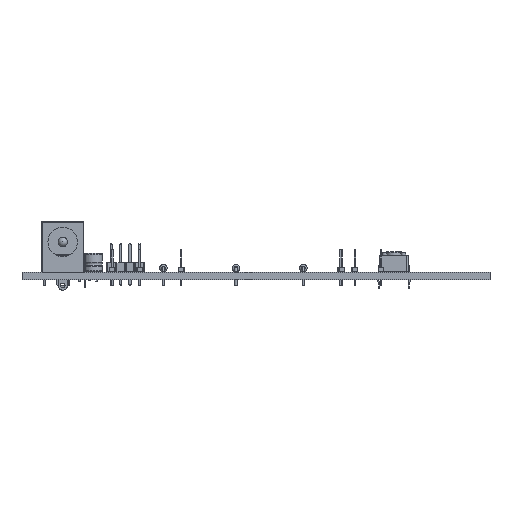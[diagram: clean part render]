
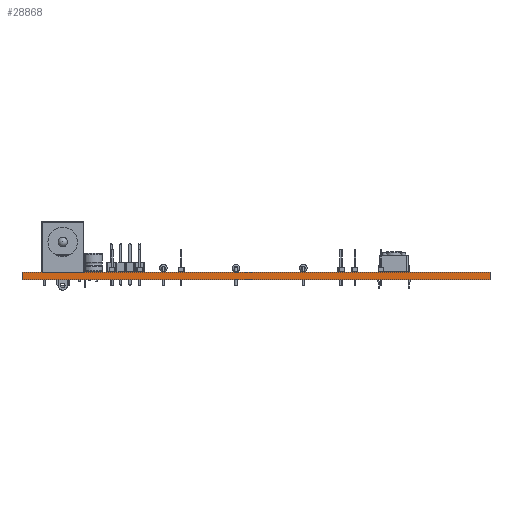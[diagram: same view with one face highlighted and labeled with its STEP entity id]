
A CAD part, front view. The second image highlights one B-rep face of the part: STEP entity #28868.
In plain terms, the highlighted planar face has unit normal (0, -1, 0).
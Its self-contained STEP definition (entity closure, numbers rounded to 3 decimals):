
#28868 = ADVANCED_FACE('',(#28869),#28883,.T.);
#28869 = FACE_BOUND('',#28870,.T.);
#28870 = EDGE_LOOP('',(#28871,#28906,#28934,#28962));
#28871 = ORIENTED_EDGE('',*,*,#28872,.T.);
#28872 = EDGE_CURVE('',#28873,#28875,#28877,.T.);
#28873 = VERTEX_POINT('',#28874);
#28874 = CARTESIAN_POINT('',(193.98,-143.98,0.));
#28875 = VERTEX_POINT('',#28876);
#28876 = CARTESIAN_POINT('',(193.98,-143.98,1.6));
#28877 = SURFACE_CURVE('',#28878,(#28882,#28894),.PCURVE_S1.);
#28878 = LINE('',#28879,#28880);
#28879 = CARTESIAN_POINT('',(193.98,-143.98,0.));
#28880 = VECTOR('',#28881,1.);
#28881 = DIRECTION('',(0.,0.,1.));
#28882 = PCURVE('',#28883,#28888);
#28883 = PLANE('',#28884);
#28884 = AXIS2_PLACEMENT_3D('',#28885,#28886,#28887);
#28885 = CARTESIAN_POINT('',(193.98,-143.98,0.));
#28886 = DIRECTION('',(0.,-1.,0.));
#28887 = DIRECTION('',(-1.,0.,0.));
#28888 = DEFINITIONAL_REPRESENTATION('',(#28889),#28893);
#28889 = LINE('',#28890,#28891);
#28890 = CARTESIAN_POINT('',(0.,-0.));
#28891 = VECTOR('',#28892,1.);
#28892 = DIRECTION('',(0.,-1.));
#28893 = ( GEOMETRIC_REPRESENTATION_CONTEXT(2) 
PARAMETRIC_REPRESENTATION_CONTEXT() REPRESENTATION_CONTEXT('2D SPACE',''
  ) );
#28894 = PCURVE('',#28895,#28900);
#28895 = PLANE('',#28896);
#28896 = AXIS2_PLACEMENT_3D('',#28897,#28898,#28899);
#28897 = CARTESIAN_POINT('',(193.98,-43.98,0.));
#28898 = DIRECTION('',(1.,0.,-0.));
#28899 = DIRECTION('',(0.,-1.,0.));
#28900 = DEFINITIONAL_REPRESENTATION('',(#28901),#28905);
#28901 = LINE('',#28902,#28903);
#28902 = CARTESIAN_POINT('',(100.,0.));
#28903 = VECTOR('',#28904,1.);
#28904 = DIRECTION('',(0.,-1.));
#28905 = ( GEOMETRIC_REPRESENTATION_CONTEXT(2) 
PARAMETRIC_REPRESENTATION_CONTEXT() REPRESENTATION_CONTEXT('2D SPACE',''
  ) );
#28906 = ORIENTED_EDGE('',*,*,#28907,.T.);
#28907 = EDGE_CURVE('',#28875,#28908,#28910,.T.);
#28908 = VERTEX_POINT('',#28909);
#28909 = CARTESIAN_POINT('',(93.98,-143.98,1.6));
#28910 = SURFACE_CURVE('',#28911,(#28915,#28922),.PCURVE_S1.);
#28911 = LINE('',#28912,#28913);
#28912 = CARTESIAN_POINT('',(193.98,-143.98,1.6));
#28913 = VECTOR('',#28914,1.);
#28914 = DIRECTION('',(-1.,0.,0.));
#28915 = PCURVE('',#28883,#28916);
#28916 = DEFINITIONAL_REPRESENTATION('',(#28917),#28921);
#28917 = LINE('',#28918,#28919);
#28918 = CARTESIAN_POINT('',(0.,-1.6));
#28919 = VECTOR('',#28920,1.);
#28920 = DIRECTION('',(1.,0.));
#28921 = ( GEOMETRIC_REPRESENTATION_CONTEXT(2) 
PARAMETRIC_REPRESENTATION_CONTEXT() REPRESENTATION_CONTEXT('2D SPACE',''
  ) );
#28922 = PCURVE('',#28923,#28928);
#28923 = PLANE('',#28924);
#28924 = AXIS2_PLACEMENT_3D('',#28925,#28926,#28927);
#28925 = CARTESIAN_POINT('',(143.98,-93.98,1.6));
#28926 = DIRECTION('',(-0.,-0.,-1.));
#28927 = DIRECTION('',(-1.,0.,0.));
#28928 = DEFINITIONAL_REPRESENTATION('',(#28929),#28933);
#28929 = LINE('',#28930,#28931);
#28930 = CARTESIAN_POINT('',(-50.,-50.));
#28931 = VECTOR('',#28932,1.);
#28932 = DIRECTION('',(1.,0.));
#28933 = ( GEOMETRIC_REPRESENTATION_CONTEXT(2) 
PARAMETRIC_REPRESENTATION_CONTEXT() REPRESENTATION_CONTEXT('2D SPACE',''
  ) );
#28934 = ORIENTED_EDGE('',*,*,#28935,.F.);
#28935 = EDGE_CURVE('',#28936,#28908,#28938,.T.);
#28936 = VERTEX_POINT('',#28937);
#28937 = CARTESIAN_POINT('',(93.98,-143.98,0.));
#28938 = SURFACE_CURVE('',#28939,(#28943,#28950),.PCURVE_S1.);
#28939 = LINE('',#28940,#28941);
#28940 = CARTESIAN_POINT('',(93.98,-143.98,0.));
#28941 = VECTOR('',#28942,1.);
#28942 = DIRECTION('',(0.,0.,1.));
#28943 = PCURVE('',#28883,#28944);
#28944 = DEFINITIONAL_REPRESENTATION('',(#28945),#28949);
#28945 = LINE('',#28946,#28947);
#28946 = CARTESIAN_POINT('',(100.,0.));
#28947 = VECTOR('',#28948,1.);
#28948 = DIRECTION('',(0.,-1.));
#28949 = ( GEOMETRIC_REPRESENTATION_CONTEXT(2) 
PARAMETRIC_REPRESENTATION_CONTEXT() REPRESENTATION_CONTEXT('2D SPACE',''
  ) );
#28950 = PCURVE('',#28951,#28956);
#28951 = PLANE('',#28952);
#28952 = AXIS2_PLACEMENT_3D('',#28953,#28954,#28955);
#28953 = CARTESIAN_POINT('',(93.98,-143.98,0.));
#28954 = DIRECTION('',(-1.,0.,0.));
#28955 = DIRECTION('',(0.,1.,0.));
#28956 = DEFINITIONAL_REPRESENTATION('',(#28957),#28961);
#28957 = LINE('',#28958,#28959);
#28958 = CARTESIAN_POINT('',(0.,0.));
#28959 = VECTOR('',#28960,1.);
#28960 = DIRECTION('',(0.,-1.));
#28961 = ( GEOMETRIC_REPRESENTATION_CONTEXT(2) 
PARAMETRIC_REPRESENTATION_CONTEXT() REPRESENTATION_CONTEXT('2D SPACE',''
  ) );
#28962 = ORIENTED_EDGE('',*,*,#28963,.F.);
#28963 = EDGE_CURVE('',#28873,#28936,#28964,.T.);
#28964 = SURFACE_CURVE('',#28965,(#28969,#28976),.PCURVE_S1.);
#28965 = LINE('',#28966,#28967);
#28966 = CARTESIAN_POINT('',(193.98,-143.98,0.));
#28967 = VECTOR('',#28968,1.);
#28968 = DIRECTION('',(-1.,0.,0.));
#28969 = PCURVE('',#28883,#28970);
#28970 = DEFINITIONAL_REPRESENTATION('',(#28971),#28975);
#28971 = LINE('',#28972,#28973);
#28972 = CARTESIAN_POINT('',(0.,-0.));
#28973 = VECTOR('',#28974,1.);
#28974 = DIRECTION('',(1.,0.));
#28975 = ( GEOMETRIC_REPRESENTATION_CONTEXT(2) 
PARAMETRIC_REPRESENTATION_CONTEXT() REPRESENTATION_CONTEXT('2D SPACE',''
  ) );
#28976 = PCURVE('',#28977,#28982);
#28977 = PLANE('',#28978);
#28978 = AXIS2_PLACEMENT_3D('',#28979,#28980,#28981);
#28979 = CARTESIAN_POINT('',(143.98,-93.98,0.));
#28980 = DIRECTION('',(-0.,-0.,-1.));
#28981 = DIRECTION('',(-1.,0.,0.));
#28982 = DEFINITIONAL_REPRESENTATION('',(#28983),#28987);
#28983 = LINE('',#28984,#28985);
#28984 = CARTESIAN_POINT('',(-50.,-50.));
#28985 = VECTOR('',#28986,1.);
#28986 = DIRECTION('',(1.,0.));
#28987 = ( GEOMETRIC_REPRESENTATION_CONTEXT(2) 
PARAMETRIC_REPRESENTATION_CONTEXT() REPRESENTATION_CONTEXT('2D SPACE',''
  ) );
